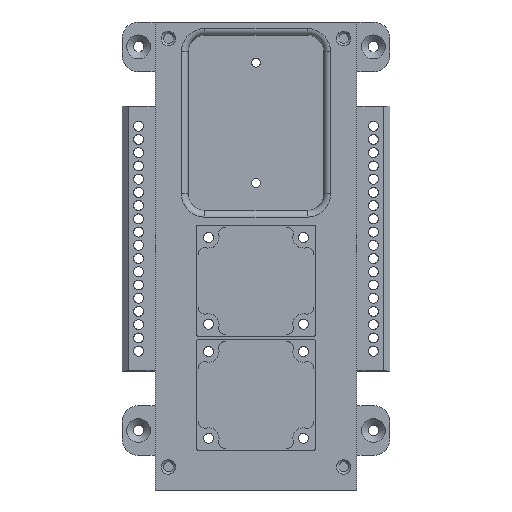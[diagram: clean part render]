
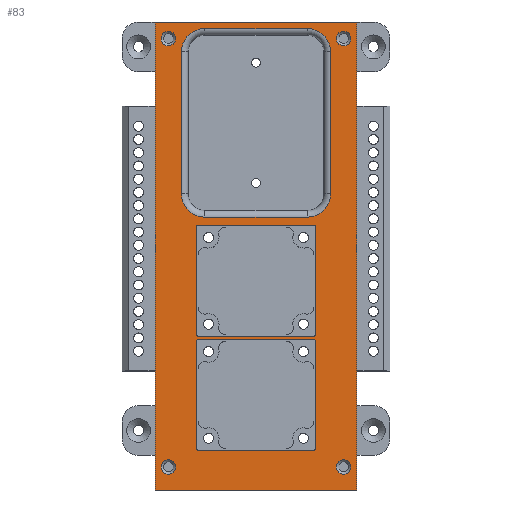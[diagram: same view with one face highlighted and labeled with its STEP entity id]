
A CAD part, top view. The second image highlights one B-rep face of the part: STEP entity #83.
In plain terms, the highlighted planar face has unit normal (0, 0, 1).
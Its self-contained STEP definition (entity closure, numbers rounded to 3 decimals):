
#83=ADVANCED_FACE('',(#815,#817,#819,#821,#823,#825,#827,#829),#831,.T.);
#815=FACE_BOUND('',#816,.T.);
#816=EDGE_LOOP('',(#4703,#4704,#4705,#4706));
#817=FACE_BOUND('',#818,.T.);
#818=EDGE_LOOP('',(#4707));
#819=FACE_BOUND('',#820,.T.);
#820=EDGE_LOOP('',(#4708));
#821=FACE_BOUND('',#822,.T.);
#822=EDGE_LOOP('',(#4709,#4710,#4711,#4712,#4713,#4714,#4715,#4716));
#823=FACE_BOUND('',#824,.T.);
#824=EDGE_LOOP('',(#4717,#4718,#4719,#4720,#4721,#4722,#4723,#4724));
#825=FACE_BOUND('',#826,.T.);
#826=EDGE_LOOP('',(#4725,#4726,#4727,#4728,#4729,#4730,#4731,#4732));
#827=FACE_BOUND('',#828,.T.);
#828=EDGE_LOOP('',(#4733));
#829=FACE_BOUND('',#830,.T.);
#830=EDGE_LOOP('',(#4734));
#831=PLANE('',#832);
#832=AXIS2_PLACEMENT_3D('',#833,#834,#835);
#833=CARTESIAN_POINT('',(0.,0.,10.));
#834=DIRECTION('',(0.,0.,1.));
#835=DIRECTION('',(-1.,0.,0.));
#4703=ORIENTED_EDGE('',*,*,#7677,.T.);
#4704=ORIENTED_EDGE('',*,*,#7725,.T.);
#4705=ORIENTED_EDGE('',*,*,#7698,.T.);
#4706=ORIENTED_EDGE('',*,*,#7726,.T.);
#4707=ORIENTED_EDGE('',*,*,#7723,.T.);
#4708=ORIENTED_EDGE('',*,*,#7724,.T.);
#4709=ORIENTED_EDGE('',*,*,#7727,.T.);
#4710=ORIENTED_EDGE('',*,*,#7728,.T.);
#4711=ORIENTED_EDGE('',*,*,#7729,.T.);
#4712=ORIENTED_EDGE('',*,*,#7730,.T.);
#4713=ORIENTED_EDGE('',*,*,#7731,.T.);
#4714=ORIENTED_EDGE('',*,*,#7732,.T.);
#4715=ORIENTED_EDGE('',*,*,#7733,.T.);
#4716=ORIENTED_EDGE('',*,*,#7734,.T.);
#4717=ORIENTED_EDGE('',*,*,#7735,.T.);
#4718=ORIENTED_EDGE('',*,*,#7736,.T.);
#4719=ORIENTED_EDGE('',*,*,#7737,.T.);
#4720=ORIENTED_EDGE('',*,*,#7738,.T.);
#4721=ORIENTED_EDGE('',*,*,#7739,.T.);
#4722=ORIENTED_EDGE('',*,*,#7740,.T.);
#4723=ORIENTED_EDGE('',*,*,#7741,.T.);
#4724=ORIENTED_EDGE('',*,*,#7742,.T.);
#4725=ORIENTED_EDGE('',*,*,#7743,.T.);
#4726=ORIENTED_EDGE('',*,*,#7744,.T.);
#4727=ORIENTED_EDGE('',*,*,#7745,.T.);
#4728=ORIENTED_EDGE('',*,*,#7746,.T.);
#4729=ORIENTED_EDGE('',*,*,#7747,.T.);
#4730=ORIENTED_EDGE('',*,*,#7748,.T.);
#4731=ORIENTED_EDGE('',*,*,#7749,.T.);
#4732=ORIENTED_EDGE('',*,*,#7750,.T.);
#4733=ORIENTED_EDGE('',*,*,#7722,.T.);
#4734=ORIENTED_EDGE('',*,*,#7721,.T.);
#7677=EDGE_CURVE('',#9232,#9233,#9234,.T.);
#7698=EDGE_CURVE('',#9267,#9265,#9268,.T.);
#7721=EDGE_CURVE('',#9304,#9304,#9305,.F.);
#7722=EDGE_CURVE('',#9306,#9306,#9307,.F.);
#7723=EDGE_CURVE('',#9308,#9308,#9309,.F.);
#7724=EDGE_CURVE('',#9310,#9310,#9311,.F.);
#7725=EDGE_CURVE('',#9233,#9267,#9312,.T.);
#7726=EDGE_CURVE('',#9265,#9232,#9313,.T.);
#7727=EDGE_CURVE('',#9314,#9315,#9316,.F.);
#7728=EDGE_CURVE('',#9315,#9317,#9318,.F.);
#7729=EDGE_CURVE('',#9317,#9319,#9320,.F.);
#7730=EDGE_CURVE('',#9319,#9321,#9322,.F.);
#7731=EDGE_CURVE('',#9321,#9323,#9324,.F.);
#7732=EDGE_CURVE('',#9323,#9325,#9326,.F.);
#7733=EDGE_CURVE('',#9325,#9327,#9328,.F.);
#7734=EDGE_CURVE('',#9327,#9314,#9329,.F.);
#7735=EDGE_CURVE('',#9330,#9331,#9332,.F.);
#7736=EDGE_CURVE('',#9331,#9333,#9334,.F.);
#7737=EDGE_CURVE('',#9333,#9335,#9336,.F.);
#7738=EDGE_CURVE('',#9335,#9337,#9338,.F.);
#7739=EDGE_CURVE('',#9337,#9339,#9340,.F.);
#7740=EDGE_CURVE('',#9339,#9341,#9342,.F.);
#7741=EDGE_CURVE('',#9341,#9343,#9344,.F.);
#7742=EDGE_CURVE('',#9343,#9330,#9345,.F.);
#7743=EDGE_CURVE('',#9346,#9347,#9348,.F.);
#7744=EDGE_CURVE('',#9347,#9349,#9350,.F.);
#7745=EDGE_CURVE('',#9349,#9351,#9352,.F.);
#7746=EDGE_CURVE('',#9351,#9353,#9354,.F.);
#7747=EDGE_CURVE('',#9353,#9355,#9356,.F.);
#7748=EDGE_CURVE('',#9355,#9357,#9358,.F.);
#7749=EDGE_CURVE('',#9357,#9359,#9360,.F.);
#7750=EDGE_CURVE('',#9359,#9346,#9361,.F.);
#9232=VERTEX_POINT('',#11881);
#9233=VERTEX_POINT('',#11882);
#9234=LINE('',#11883,#11884);
#9265=VERTEX_POINT('',#11954);
#9267=VERTEX_POINT('',#11958);
#9268=LINE('',#11959,#11960);
#9304=VERTEX_POINT('',#12041);
#9305=CIRCLE('',#12042,2.2);
#9306=VERTEX_POINT('',#12046);
#9307=CIRCLE('',#12047,2.2);
#9308=VERTEX_POINT('',#12051);
#9309=CIRCLE('',#12052,2.2);
#9310=VERTEX_POINT('',#12056);
#9311=CIRCLE('',#12057,2.2);
#9312=LINE('',#12061,#12062);
#9313=LINE('',#12064,#12065);
#9314=VERTEX_POINT('',#12067);
#9315=VERTEX_POINT('',#12068);
#9316=CIRCLE('',#12069,0.5);
#9317=VERTEX_POINT('',#12073);
#9318=LINE('',#12074,#12075);
#9319=VERTEX_POINT('',#12077);
#9320=CIRCLE('',#12078,0.5);
#9321=VERTEX_POINT('',#12082);
#9322=LINE('',#12083,#12084);
#9323=VERTEX_POINT('',#12086);
#9324=CIRCLE('',#12087,0.5);
#9325=VERTEX_POINT('',#12091);
#9326=LINE('',#12092,#12093);
#9327=VERTEX_POINT('',#12095);
#9328=CIRCLE('',#12096,0.5);
#9329=LINE('',#12100,#12101);
#9330=VERTEX_POINT('',#12103);
#9331=VERTEX_POINT('',#12104);
#9332=CIRCLE('',#12105,0.5);
#9333=VERTEX_POINT('',#12109);
#9334=LINE('',#12110,#12111);
#9335=VERTEX_POINT('',#12113);
#9336=CIRCLE('',#12114,0.5);
#9337=VERTEX_POINT('',#12118);
#9338=LINE('',#12119,#12120);
#9339=VERTEX_POINT('',#12122);
#9340=CIRCLE('',#12123,0.5);
#9341=VERTEX_POINT('',#12127);
#9342=LINE('',#12128,#12129);
#9343=VERTEX_POINT('',#12131);
#9344=CIRCLE('',#12132,0.5);
#9345=LINE('',#12136,#12137);
#9346=VERTEX_POINT('',#12139);
#9347=VERTEX_POINT('',#12140);
#9348=LINE('',#12141,#12142);
#9349=VERTEX_POINT('',#12144);
#9350=CIRCLE('',#12145,7.);
#9351=VERTEX_POINT('',#12149);
#9352=LINE('',#12150,#12151);
#9353=VERTEX_POINT('',#12153);
#9354=CIRCLE('',#12154,7.);
#9355=VERTEX_POINT('',#12158);
#9356=LINE('',#12159,#12160);
#9357=VERTEX_POINT('',#12162);
#9358=CIRCLE('',#12163,7.);
#9359=VERTEX_POINT('',#12167);
#9360=LINE('',#12168,#12169);
#9361=CIRCLE('',#12171,7.);
#11881=CARTESIAN_POINT('',(-30.5,-111.,10.));
#11882=CARTESIAN_POINT('',(30.5,-111.,10.));
#11883=CARTESIAN_POINT('',(-30.5,-111.,10.));
#11884=VECTOR('',#11885,1.);
#11885=DIRECTION('',(1.,0.,0.));
#11954=CARTESIAN_POINT('',(-30.5,30.5,10.));
#11958=CARTESIAN_POINT('',(30.5,30.5,10.));
#11959=CARTESIAN_POINT('',(30.5,30.5,10.));
#11960=VECTOR('',#11961,1.);
#11961=DIRECTION('',(-1.,0.,0.));
#12041=CARTESIAN_POINT('',(26.5,23.3,10.));
#12042=AXIS2_PLACEMENT_3D('',#12043,#12044,#12045);
#12043=CARTESIAN_POINT('',(26.5,25.5,10.));
#12044=DIRECTION('',(0.,0.,1.));
#12045=DIRECTION('',(0.,-1.,0.));
#12046=CARTESIAN_POINT('',(-26.5,23.3,10.));
#12047=AXIS2_PLACEMENT_3D('',#12048,#12049,#12050);
#12048=CARTESIAN_POINT('',(-26.5,25.5,10.));
#12049=DIRECTION('',(0.,0.,1.));
#12050=DIRECTION('',(0.,-1.,0.));
#12051=CARTESIAN_POINT('',(26.5,-106.2,10.));
#12052=AXIS2_PLACEMENT_3D('',#12053,#12054,#12055);
#12053=CARTESIAN_POINT('',(26.5,-104.,10.));
#12054=DIRECTION('',(0.,0.,1.));
#12055=DIRECTION('',(0.,-1.,0.));
#12056=CARTESIAN_POINT('',(-26.5,-106.2,10.));
#12057=AXIS2_PLACEMENT_3D('',#12058,#12059,#12060);
#12058=CARTESIAN_POINT('',(-26.5,-104.,10.));
#12059=DIRECTION('',(0.,0.,1.));
#12060=DIRECTION('',(0.,-1.,0.));
#12061=CARTESIAN_POINT('',(30.5,-111.,10.));
#12062=VECTOR('',#12063,1.);
#12063=DIRECTION('',(0.,1.,0.));
#12064=CARTESIAN_POINT('',(-30.5,30.5,10.));
#12065=VECTOR('',#12066,1.);
#12066=DIRECTION('',(0.,-1.,0.));
#12067=CARTESIAN_POINT('',(17.5,-65.5,10.));
#12068=CARTESIAN_POINT('',(18.,-66.,10.));
#12069=AXIS2_PLACEMENT_3D('',#12070,#12071,#12072);
#12070=CARTESIAN_POINT('',(17.5,-66.,10.));
#12071=DIRECTION('',(0.,0.,1.));
#12072=DIRECTION('',(1.,0.,0.));
#12073=CARTESIAN_POINT('',(18.,-98.5,10.));
#12074=CARTESIAN_POINT('',(18.,-98.5,10.));
#12075=VECTOR('',#12076,1.);
#12076=DIRECTION('',(0.,1.,0.));
#12077=CARTESIAN_POINT('',(17.5,-99.,10.));
#12078=AXIS2_PLACEMENT_3D('',#12079,#12080,#12081);
#12079=CARTESIAN_POINT('',(17.5,-98.5,10.));
#12080=DIRECTION('',(0.,0.,1.));
#12081=DIRECTION('',(0.,-1.,0.));
#12082=CARTESIAN_POINT('',(-17.5,-99.,10.));
#12083=CARTESIAN_POINT('',(-17.5,-99.,10.));
#12084=VECTOR('',#12085,1.);
#12085=DIRECTION('',(1.,0.,0.));
#12086=CARTESIAN_POINT('',(-18.,-98.5,10.));
#12087=AXIS2_PLACEMENT_3D('',#12088,#12089,#12090);
#12088=CARTESIAN_POINT('',(-17.5,-98.5,10.));
#12089=DIRECTION('',(0.,0.,1.));
#12090=DIRECTION('',(-1.,0.,0.));
#12091=CARTESIAN_POINT('',(-18.,-66.,10.));
#12092=CARTESIAN_POINT('',(-18.,-66.,10.));
#12093=VECTOR('',#12094,1.);
#12094=DIRECTION('',(0.,-1.,0.));
#12095=CARTESIAN_POINT('',(-17.5,-65.5,10.));
#12096=AXIS2_PLACEMENT_3D('',#12097,#12098,#12099);
#12097=CARTESIAN_POINT('',(-17.5,-66.,10.));
#12098=DIRECTION('',(0.,0.,1.));
#12099=DIRECTION('',(0.,1.,0.));
#12100=CARTESIAN_POINT('',(17.5,-65.5,10.));
#12101=VECTOR('',#12102,1.);
#12102=DIRECTION('',(-1.,0.,0.));
#12103=CARTESIAN_POINT('',(-18.,-31.5,10.));
#12104=CARTESIAN_POINT('',(-17.5,-31.,10.));
#12105=AXIS2_PLACEMENT_3D('',#12106,#12107,#12108);
#12106=CARTESIAN_POINT('',(-17.5,-31.5,10.));
#12107=DIRECTION('',(0.,0.,1.));
#12108=DIRECTION('',(0.,1.,0.));
#12109=CARTESIAN_POINT('',(17.5,-31.,10.));
#12110=CARTESIAN_POINT('',(17.5,-31.,10.));
#12111=VECTOR('',#12112,1.);
#12112=DIRECTION('',(-1.,0.,0.));
#12113=CARTESIAN_POINT('',(18.,-31.5,10.));
#12114=AXIS2_PLACEMENT_3D('',#12115,#12116,#12117);
#12115=CARTESIAN_POINT('',(17.5,-31.5,10.));
#12116=DIRECTION('',(0.,0.,1.));
#12117=DIRECTION('',(1.,0.,0.));
#12118=CARTESIAN_POINT('',(18.,-64.,10.));
#12119=CARTESIAN_POINT('',(18.,-64.,10.));
#12120=VECTOR('',#12121,1.);
#12121=DIRECTION('',(0.,1.,0.));
#12122=CARTESIAN_POINT('',(17.5,-64.5,10.));
#12123=AXIS2_PLACEMENT_3D('',#12124,#12125,#12126);
#12124=CARTESIAN_POINT('',(17.5,-64.,10.));
#12125=DIRECTION('',(0.,0.,1.));
#12126=DIRECTION('',(0.,-1.,0.));
#12127=CARTESIAN_POINT('',(-17.5,-64.5,10.));
#12128=CARTESIAN_POINT('',(-17.5,-64.5,10.));
#12129=VECTOR('',#12130,1.);
#12130=DIRECTION('',(1.,0.,0.));
#12131=CARTESIAN_POINT('',(-18.,-64.,10.));
#12132=AXIS2_PLACEMENT_3D('',#12133,#12134,#12135);
#12133=CARTESIAN_POINT('',(-17.5,-64.,10.));
#12134=DIRECTION('',(0.,0.,1.));
#12135=DIRECTION('',(-1.,0.,0.));
#12136=CARTESIAN_POINT('',(-18.,-31.5,10.));
#12137=VECTOR('',#12138,1.);
#12138=DIRECTION('',(0.,-1.,0.));
#12139=CARTESIAN_POINT('',(22.5,21.5,10.));
#12140=CARTESIAN_POINT('',(22.5,-21.5,10.));
#12141=CARTESIAN_POINT('',(22.5,-21.5,10.));
#12142=VECTOR('',#12143,1.);
#12143=DIRECTION('',(0.,1.,0.));
#12144=CARTESIAN_POINT('',(15.5,-28.5,10.));
#12145=AXIS2_PLACEMENT_3D('',#12146,#12147,#12148);
#12146=CARTESIAN_POINT('',(15.5,-21.5,10.));
#12147=DIRECTION('',(0.,0.,1.));
#12148=DIRECTION('',(0.,-1.,0.));
#12149=CARTESIAN_POINT('',(-15.5,-28.5,10.));
#12150=CARTESIAN_POINT('',(-15.5,-28.5,10.));
#12151=VECTOR('',#12152,1.);
#12152=DIRECTION('',(1.,0.,0.));
#12153=CARTESIAN_POINT('',(-22.5,-21.5,10.));
#12154=AXIS2_PLACEMENT_3D('',#12155,#12156,#12157);
#12155=CARTESIAN_POINT('',(-15.5,-21.5,10.));
#12156=DIRECTION('',(0.,0.,1.));
#12157=DIRECTION('',(-1.,0.,0.));
#12158=CARTESIAN_POINT('',(-22.5,21.5,10.));
#12159=CARTESIAN_POINT('',(-22.5,21.5,10.));
#12160=VECTOR('',#12161,1.);
#12161=DIRECTION('',(0.,-1.,0.));
#12162=CARTESIAN_POINT('',(-15.5,28.5,10.));
#12163=AXIS2_PLACEMENT_3D('',#12164,#12165,#12166);
#12164=CARTESIAN_POINT('',(-15.5,21.5,10.));
#12165=DIRECTION('',(0.,0.,1.));
#12166=DIRECTION('',(0.,1.,0.));
#12167=CARTESIAN_POINT('',(15.5,28.5,10.));
#12168=CARTESIAN_POINT('',(15.5,28.5,10.));
#12169=VECTOR('',#12170,1.);
#12170=DIRECTION('',(-1.,0.,0.));
#12171=AXIS2_PLACEMENT_3D('',#12172,#12173,#12174);
#12172=CARTESIAN_POINT('',(15.5,21.5,10.));
#12173=DIRECTION('',(0.,0.,1.));
#12174=DIRECTION('',(1.,0.,0.));
